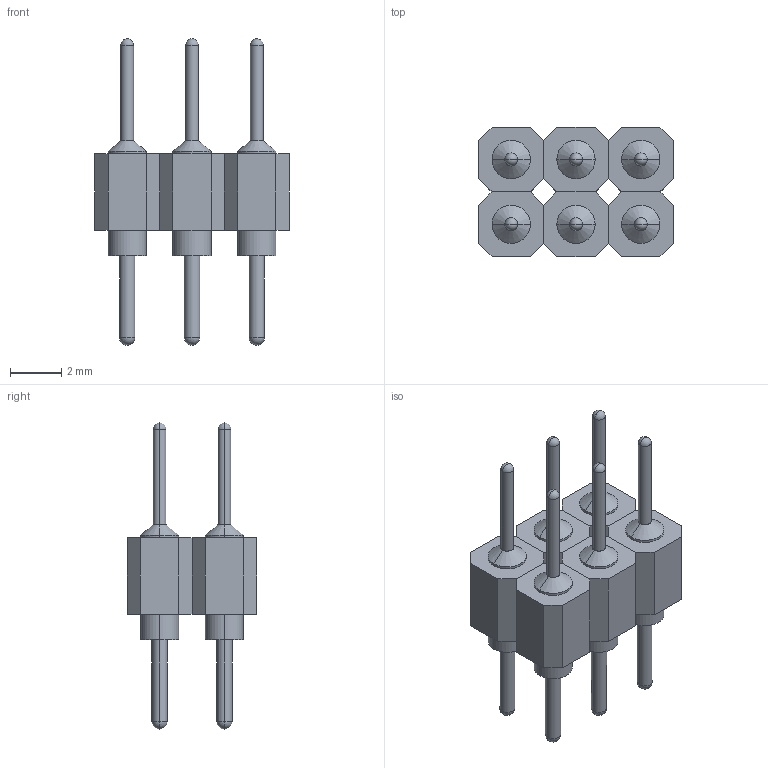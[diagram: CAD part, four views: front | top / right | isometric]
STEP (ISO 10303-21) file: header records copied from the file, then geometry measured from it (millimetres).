
FILE_DESCRIPTION (( 'STEP AP214' ), '1' );
FILE_NAME ('3x2 male.stp', '2023-01-16T00:10:58', ( '' ), ( '' ), 'SwSTEP 2.0', 'SolidWorks 2022', '' );
FILE_SCHEMA (( 'AUTOMOTIVE_DESIGN' ));
Length unit declared in the file: millimetre
Products named in the file (1): 3x2 male
Bounding box: 7.62 x 5.08 x 12 mm (x, y, z)
Volume: 130.5 mm3; surface area: 340.1 mm2
Topology: 6 solids, 6 shells, 156 faces, 384 edges, 240 vertices
Faces by surface type: plane 72, cylinder 48, sphere 24, cone 12
Entity records: 5925 total; most frequent: DIRECTION 782, CARTESIAN_POINT 709, ORIENTED_EDGE 672, EDGE_CURVE 336, AXIS2_PLACEMENT_3D 289, VERTEX_POINT 216, VECTOR 204, LINE 204
